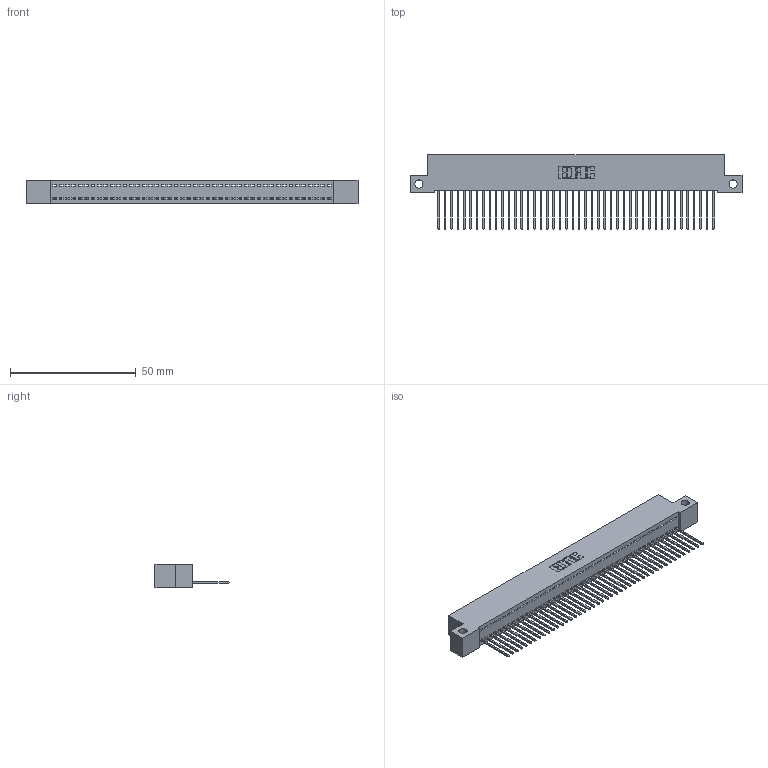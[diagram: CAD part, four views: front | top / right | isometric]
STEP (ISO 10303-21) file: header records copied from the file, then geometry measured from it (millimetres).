
FILE_DESCRIPTION (( 'STEP AP203' ), '1' );
FILE_NAME ('342-044-540-112.STEP', '2018-08-12T14:34:29', ( '' ), ( '' ), 'SwSTEP 2.0', 'SolidWorks 2016', '' );
FILE_SCHEMA (( 'CONFIG_CONTROL_DESIGN' ));
Length unit declared in the file: inch
Products named in the file (3): 342 Part_Side Mount; 345-292-001_345-293-140; 342-044-540-112
Assembly tree (45 placements, depth 2):
  342-044-540-112
    342 Part_Side Mount
    345-292-001_345-293-140  x44
Bounding box: 132.08 x 29.47 x 9.4 mm (x, y, z)
Volume: 11573.8 mm3; surface area: 17281.9 mm2
Topology: 45 solids, 45 shells, 2662 faces, 8043 edges, 5302 vertices
Faces by surface type: plane 1914, cylinder 748
Entity records: 26529 total; most frequent: CARTESIAN_POINT 4582, ORIENTED_EDGE 4562, DIRECTION 3861, EDGE_CURVE 2281, LINE 2153, VECTOR 2153, VERTEX_POINT 1518, AXIS2_PLACEMENT_3D 854
